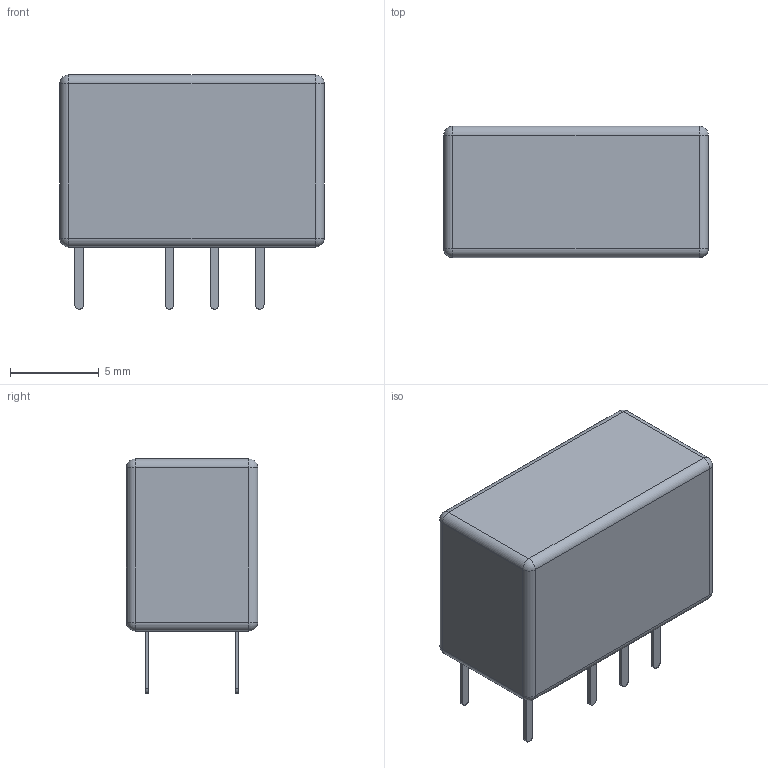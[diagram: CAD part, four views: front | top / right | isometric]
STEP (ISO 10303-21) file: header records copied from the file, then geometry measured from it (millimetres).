
FILE_DESCRIPTION (( 'STEP AP214' ), '1' );
FILE_NAME ('RELAY-TH_NAXXW-K.step', '2022-07-09T13:47:15', ( '' ), ( '' ), 'SwSTEP 2.0', 'SolidWorks 2020', '' );
FILE_SCHEMA (( 'AUTOMOTIVE_DESIGN' ));
Length unit declared in the file: millimetre
Products named in the file (1): RELAY-TH_NAXXW-K
Bounding box: 14.9 x 7.41 x 13.2 mm (x, y, z)
Volume: 1065.6 mm3; surface area: 666.7 mm2
Topology: 14 solids, 14 shells, 362 faces, 929 edges, 606 vertices
Faces by surface type: plane 220, bspline 112, cylinder 22, sphere 8
Entity records: 15468 total; most frequent: CARTESIAN_POINT 3994, ORIENTED_EDGE 1842, DIRECTION 1239, EDGE_CURVE 921, LINE 649, VECTOR 649, VERTEX_POINT 606, EDGE_LOOP 385
